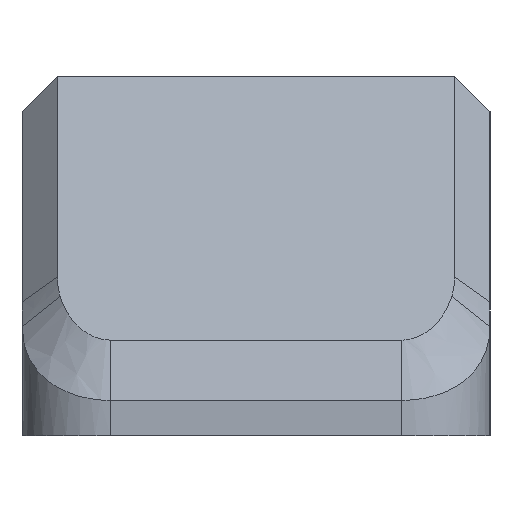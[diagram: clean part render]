
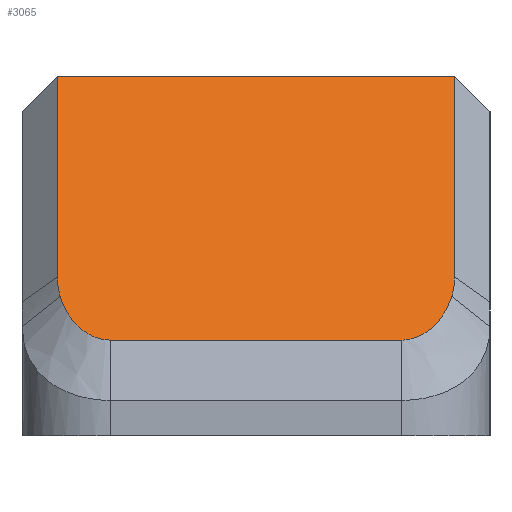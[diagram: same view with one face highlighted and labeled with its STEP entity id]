
A CAD part, left-side view. The second image highlights one B-rep face of the part: STEP entity #3065.
In plain terms, the highlighted planar face has unit normal (-0.707, 0, 0.707).
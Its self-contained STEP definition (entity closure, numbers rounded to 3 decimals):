
#56=B_SPLINE_CURVE_WITH_KNOTS('',3,(#5152,#5153,#5154,#5155,#5156,#5157),
 .UNSPECIFIED.,.F.,.F.,(4,1,1,4),(-1.291,-0.738,
-0.369,0.),.UNSPECIFIED.);
#59=B_SPLINE_CURVE_WITH_KNOTS('',3,(#5204,#5205,#5206,#5207,#5208,#5209,
#5210,#5211,#5212,#5213,#5214,#5215,#5216,#5217,#5218,#5219,#5220,#5221,
#5222,#5223,#5224,#5225,#5226,#5227,#5228,#5229,#5230,#5231,#5232,#5233,
#5234),.UNSPECIFIED.,.F.,.F.,(4,3,3,3,3,3,3,3,3,3,4),(0.,
0.212,0.369,0.553,0.712,
0.738,0.846,0.958,1.074,1.196,
1.291),.UNSPECIFIED.);
#61=B_SPLINE_CURVE_WITH_KNOTS('',3,(#5255,#5256,#5257,#5258),
 .UNSPECIFIED.,.F.,.F.,(4,4),(-1.571,-1.291),
 .UNSPECIFIED.);
#62=B_SPLINE_CURVE_WITH_KNOTS('',3,(#5275,#5276,#5277,#5278),
 .UNSPECIFIED.,.F.,.F.,(4,4),(1.291,1.571),
 .UNSPECIFIED.);
#274=FACE_OUTER_BOUND('',#460,.T.);
#460=EDGE_LOOP('',(#2672,#2673,#2674,#2675,#2676,#2677,#2678,#2679));
#526=LINE('',#4101,#897);
#810=LINE('',#4962,#1181);
#824=LINE('',#5090,#1195);
#834=LINE('',#5171,#1205);
#897=VECTOR('',#3354,10.);
#1181=VECTOR('',#3892,10.);
#1195=VECTOR('',#3916,10.);
#1205=VECTOR('',#3930,10.);
#1257=VERTEX_POINT('',#4095);
#1259=VERTEX_POINT('',#4099);
#1467=VERTEX_POINT('',#4960);
#1478=VERTEX_POINT('',#5089);
#1483=VERTEX_POINT('',#5149);
#1484=VERTEX_POINT('',#5151);
#1486=VERTEX_POINT('',#5167);
#1488=VERTEX_POINT('',#5196);
#1542=EDGE_CURVE('',#1259,#1257,#526,.T.);
#1864=EDGE_CURVE('',#1467,#1259,#810,.T.);
#1883=EDGE_CURVE('',#1257,#1478,#824,.T.);
#1892=EDGE_CURVE('',#1483,#1484,#56,.T.);
#1897=EDGE_CURVE('',#1484,#1486,#834,.T.);
#1900=EDGE_CURVE('',#1486,#1488,#59,.T.);
#1902=EDGE_CURVE('',#1478,#1483,#61,.T.);
#1903=EDGE_CURVE('',#1488,#1467,#62,.T.);
#2672=ORIENTED_EDGE('',*,*,#1864,.F.);
#2673=ORIENTED_EDGE('',*,*,#1903,.F.);
#2674=ORIENTED_EDGE('',*,*,#1900,.F.);
#2675=ORIENTED_EDGE('',*,*,#1897,.F.);
#2676=ORIENTED_EDGE('',*,*,#1892,.F.);
#2677=ORIENTED_EDGE('',*,*,#1902,.F.);
#2678=ORIENTED_EDGE('',*,*,#1883,.F.);
#2679=ORIENTED_EDGE('',*,*,#1542,.F.);
#2908=PLANE('',#3251);
#3065=ADVANCED_FACE('',(#274),#2908,.F.);
#3251=AXIS2_PLACEMENT_3D('',#5279,#3932,#3933);
#3354=DIRECTION('',(0.,-1.,0.));
#3892=DIRECTION('',(0.707,0.,0.707));
#3916=DIRECTION('',(-0.707,0.,-0.707));
#3930=DIRECTION('',(0.,1.,0.));
#3932=DIRECTION('center_axis',(0.707,0.,-0.707));
#3933=DIRECTION('ref_axis',(0.707,0.,0.707));
#4095=CARTESIAN_POINT('',(-383.648,-11.25,23.352));
#4099=CARTESIAN_POINT('',(-383.648,11.25,23.352));
#4101=CARTESIAN_POINT('',(-383.648,6.625,23.352));
#4960=CARTESIAN_POINT('',(-395.,11.25,12.));
#4962=CARTESIAN_POINT('',(-347.662,11.25,59.338));
#5089=CARTESIAN_POINT('',(-395.,-11.25,12.));
#5090=CARTESIAN_POINT('',(-395.162,-11.25,11.838));
#5149=CARTESIAN_POINT('',(-396.098,-11.096,10.902));
#5151=CARTESIAN_POINT('',(-398.586,-8.25,8.414));
#5152=CARTESIAN_POINT('Ctrl Pts',(-396.098,-11.096,10.902));
#5153=CARTESIAN_POINT('Ctrl Pts',(-396.797,-10.895,10.203));
#5154=CARTESIAN_POINT('Ctrl Pts',(-397.822,-10.226,9.178));
#5155=CARTESIAN_POINT('Ctrl Pts',(-398.498,-9.064,8.502));
#5156=CARTESIAN_POINT('Ctrl Pts',(-398.586,-8.517,8.414));
#5157=CARTESIAN_POINT('Ctrl Pts',(-398.586,-8.25,8.414));
#5167=CARTESIAN_POINT('',(-398.586,8.25,8.414));
#5171=CARTESIAN_POINT('',(-398.586,10.75,8.414));
#5196=CARTESIAN_POINT('',(-396.098,11.096,10.902));
#5204=CARTESIAN_POINT('Ctrl Pts',(-398.586,8.25,8.414));
#5205=CARTESIAN_POINT('Ctrl Pts',(-398.586,8.404,8.414));
#5206=CARTESIAN_POINT('Ctrl Pts',(-398.571,8.56,8.429));
#5207=CARTESIAN_POINT('Ctrl Pts',(-398.536,8.722,8.464));
#5208=CARTESIAN_POINT('Ctrl Pts',(-398.511,8.842,8.489));
#5209=CARTESIAN_POINT('Ctrl Pts',(-398.474,8.965,8.526));
#5210=CARTESIAN_POINT('Ctrl Pts',(-398.424,9.093,8.576));
#5211=CARTESIAN_POINT('Ctrl Pts',(-398.364,9.245,8.635));
#5212=CARTESIAN_POINT('Ctrl Pts',(-398.286,9.404,8.713));
#5213=CARTESIAN_POINT('Ctrl Pts',(-398.188,9.563,8.811));
#5214=CARTESIAN_POINT('Ctrl Pts',(-398.104,9.7,8.895));
#5215=CARTESIAN_POINT('Ctrl Pts',(-398.004,9.838,8.995));
#5216=CARTESIAN_POINT('Ctrl Pts',(-397.889,9.972,9.11));
#5217=CARTESIAN_POINT('Ctrl Pts',(-397.87,9.993,9.128));
#5218=CARTESIAN_POINT('Ctrl Pts',(-397.851,10.014,9.147));
#5219=CARTESIAN_POINT('Ctrl Pts',(-397.832,10.036,9.167));
#5220=CARTESIAN_POINT('Ctrl Pts',(-397.75,10.126,9.248));
#5221=CARTESIAN_POINT('Ctrl Pts',(-397.661,10.213,9.338));
#5222=CARTESIAN_POINT('Ctrl Pts',(-397.564,10.298,9.433));
#5223=CARTESIAN_POINT('Ctrl Pts',(-397.465,10.385,9.533));
#5224=CARTESIAN_POINT('Ctrl Pts',(-397.358,10.469,9.639));
#5225=CARTESIAN_POINT('Ctrl Pts',(-397.245,10.548,9.752));
#5226=CARTESIAN_POINT('Ctrl Pts',(-397.128,10.63,9.87));
#5227=CARTESIAN_POINT('Ctrl Pts',(-397.004,10.707,9.994));
#5228=CARTESIAN_POINT('Ctrl Pts',(-396.875,10.777,10.124));
#5229=CARTESIAN_POINT('Ctrl Pts',(-396.74,10.851,10.259));
#5230=CARTESIAN_POINT('Ctrl Pts',(-396.598,10.917,10.401));
#5231=CARTESIAN_POINT('Ctrl Pts',(-396.452,10.975,10.548));
#5232=CARTESIAN_POINT('Ctrl Pts',(-396.337,11.021,10.663));
#5233=CARTESIAN_POINT('Ctrl Pts',(-396.219,11.061,10.781));
#5234=CARTESIAN_POINT('Ctrl Pts',(-396.098,11.096,10.902));
#5255=CARTESIAN_POINT('Ctrl Pts',(-395.,-11.25,12.));
#5256=CARTESIAN_POINT('Ctrl Pts',(-395.373,-11.25,11.627));
#5257=CARTESIAN_POINT('Ctrl Pts',(-395.745,-11.197,11.255));
#5258=CARTESIAN_POINT('Ctrl Pts',(-396.098,-11.096,10.902));
#5275=CARTESIAN_POINT('Ctrl Pts',(-396.098,11.096,10.902));
#5276=CARTESIAN_POINT('Ctrl Pts',(-395.745,11.197,11.255));
#5277=CARTESIAN_POINT('Ctrl Pts',(-395.373,11.25,11.627));
#5278=CARTESIAN_POINT('Ctrl Pts',(-395.,11.25,12.));
#5279=CARTESIAN_POINT('Origin',(-400.,13.25,7.));
